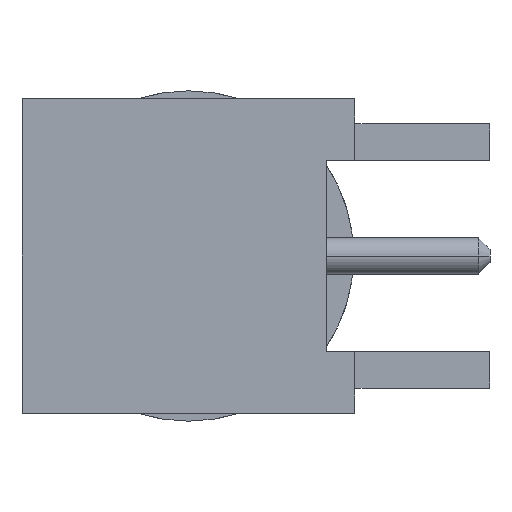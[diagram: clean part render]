
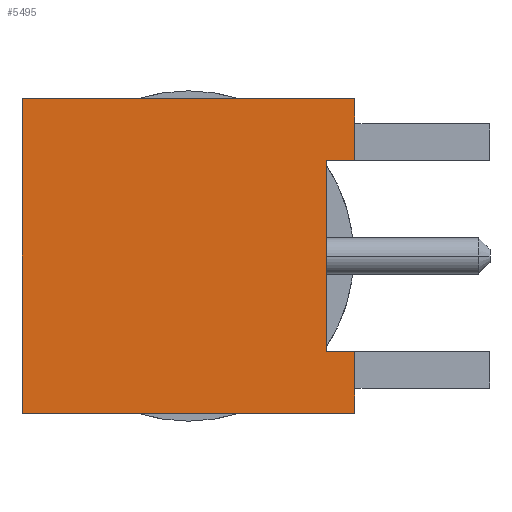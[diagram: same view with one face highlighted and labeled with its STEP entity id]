
A CAD part, left-side view. The second image highlights one B-rep face of the part: STEP entity #5495.
In plain terms, the highlighted planar face has unit normal (-1, 0, 0).
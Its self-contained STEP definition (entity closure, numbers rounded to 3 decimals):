
#2332=DIRECTION('',(0.,1.,0.));
#2333=VECTOR('',#2332,0.635);
#2334=CARTESIAN_POINT('',(-3.5,-3.7,2.125));
#2335=LINE('',#2334,#2333);
#2336=DIRECTION('',(0.,0.,-1.));
#2337=VECTOR('',#2336,4.249);
#2338=CARTESIAN_POINT('',(-3.5,-3.065,2.125));
#2339=LINE('',#2338,#2337);
#2340=DIRECTION('',(0.,1.,0.));
#2341=VECTOR('',#2340,0.635);
#2342=CARTESIAN_POINT('',(-3.5,-3.7,-2.125));
#2343=LINE('',#2342,#2341);
#2344=DIRECTION('',(0.,0.,1.));
#2345=VECTOR('',#2344,1.368);
#2346=CARTESIAN_POINT('',(-3.5,-3.7,-3.493));
#2347=LINE('',#2346,#2345);
#2348=DIRECTION('',(0.,-1.,0.));
#2349=VECTOR('',#2348,7.399);
#2350=CARTESIAN_POINT('',(-3.5,3.7,-3.493));
#2351=LINE('',#2350,#2349);
#2352=DIRECTION('',(0.,0.,-1.));
#2353=VECTOR('',#2352,6.985);
#2354=CARTESIAN_POINT('',(-3.5,3.7,3.493));
#2355=LINE('',#2354,#2353);
#2356=DIRECTION('',(0.,1.,0.));
#2357=VECTOR('',#2356,7.399);
#2358=CARTESIAN_POINT('',(-3.5,-3.7,3.493));
#2359=LINE('',#2358,#2357);
#2360=DIRECTION('',(0.,0.,1.));
#2361=VECTOR('',#2360,1.368);
#2362=CARTESIAN_POINT('',(-3.5,-3.7,2.125));
#2363=LINE('',#2362,#2361);
#2520=CARTESIAN_POINT('',(-3.5,3.7,-3.493));
#2521=CARTESIAN_POINT('',(-3.5,-3.7,-3.493));
#2522=VERTEX_POINT('',#2520);
#2523=VERTEX_POINT('',#2521);
#2524=CARTESIAN_POINT('',(-3.5,-3.7,3.493));
#2525=CARTESIAN_POINT('',(-3.5,3.7,3.493));
#2526=VERTEX_POINT('',#2524);
#2527=VERTEX_POINT('',#2525);
#2604=CARTESIAN_POINT('',(-3.5,-3.7,2.125));
#2605=CARTESIAN_POINT('',(-3.5,-3.065,2.125));
#2606=VERTEX_POINT('',#2604);
#2607=VERTEX_POINT('',#2605);
#2608=CARTESIAN_POINT('',(-3.5,-3.065,-2.125));
#2609=VERTEX_POINT('',#2608);
#2610=CARTESIAN_POINT('',(-3.5,-3.7,-2.125));
#2611=VERTEX_POINT('',#2610);
#5477=CARTESIAN_POINT('',(-3.5,0.,0.));
#5478=DIRECTION('',(-1.,0.,0.));
#5479=DIRECTION('',(0.,0.,1.));
#5480=AXIS2_PLACEMENT_3D('',#5477,#5478,#5479);
#5481=PLANE('',#5480);
#5482=ORIENTED_EDGE('',*,*,#5455,.T.);
#5483=ORIENTED_EDGE('',*,*,#2987,.T.);
#5485=ORIENTED_EDGE('',*,*,#5484,.F.);
#5487=ORIENTED_EDGE('',*,*,#5486,.F.);
#5488=ORIENTED_EDGE('',*,*,#3102,.F.);
#5490=ORIENTED_EDGE('',*,*,#5489,.F.);
#5491=ORIENTED_EDGE('',*,*,#5406,.F.);
#5492=ORIENTED_EDGE('',*,*,#5466,.F.);
#5493=EDGE_LOOP('',(#5482,#5483,#5485,#5487,#5488,#5490,#5491,#5492));
#5494=FACE_OUTER_BOUND('',#5493,.F.);
#5495=ADVANCED_FACE('',(#5494),#5481,.T.);
#2987=EDGE_CURVE('',#2607,#2609,#2339,.T.);
#3102=EDGE_CURVE('',#2522,#2523,#2351,.T.);
#5406=EDGE_CURVE('',#2526,#2527,#2359,.T.);
#5455=EDGE_CURVE('',#2606,#2607,#2335,.T.);
#5466=EDGE_CURVE('',#2606,#2526,#2363,.T.);
#5484=EDGE_CURVE('',#2611,#2609,#2343,.T.);
#5486=EDGE_CURVE('',#2523,#2611,#2347,.T.);
#5489=EDGE_CURVE('',#2527,#2522,#2355,.T.);
